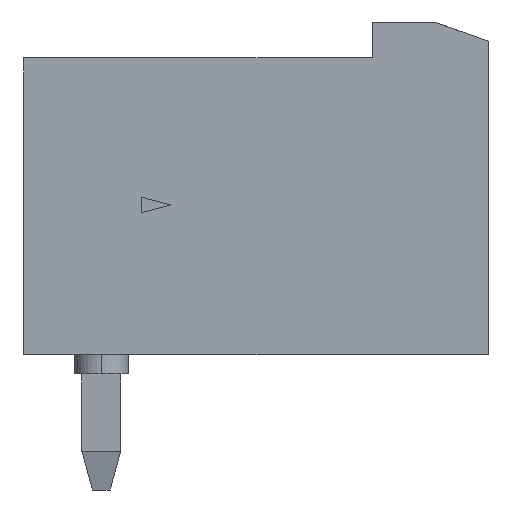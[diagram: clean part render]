
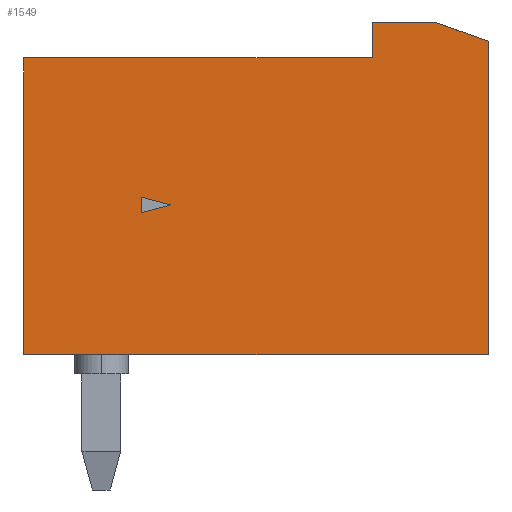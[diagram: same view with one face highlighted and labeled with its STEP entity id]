
A CAD part, left-side view. The second image highlights one B-rep face of the part: STEP entity #1549.
In plain terms, the highlighted planar face has unit normal (-1, 0, 0).
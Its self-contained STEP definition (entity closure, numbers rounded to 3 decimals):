
#1460=CARTESIAN_POINT('',(-11.16,2.6,-0.43));
#1461=DIRECTION('',(-1.0,0.0,0.0));
#1462=DIRECTION('',(0.0,-1.0,0.0));
#1463=AXIS2_PLACEMENT_3D('',#1460,#1461,#1462);
#1464=PLANE('',#1463);
#1465=CARTESIAN_POINT('',(-11.16,-10.,8.1));
#1466=VERTEX_POINT('',#1465);
#1467=CARTESIAN_POINT('',(-11.16,-10.,0.0));
#1468=VERTEX_POINT('',#1467);
#1469=CARTESIAN_POINT('',(-11.16,-10.,8.1));
#1470=DIRECTION('',(0.0,0.0,-1.0));
#1471=VECTOR('',#1470,8.1);
#1472=LINE('',#1469,#1471);
#1473=EDGE_CURVE('',#1466,#1468,#1472,.T.);
#1474=ORIENTED_EDGE('',*,*,#1473,.F.);
#1475=CARTESIAN_POINT('',(-11.16,-8.626,8.6));
#1476=VERTEX_POINT('',#1475);
#1477=CARTESIAN_POINT('',(-11.16,-8.626,8.6));
#1478=DIRECTION('',(0.0,-0.94,-0.342));
#1479=VECTOR('',#1478,1.462);
#1480=LINE('',#1477,#1479);
#1481=EDGE_CURVE('',#1476,#1466,#1480,.T.);
#1482=ORIENTED_EDGE('',*,*,#1481,.F.);
#1483=CARTESIAN_POINT('',(-11.16,-7.,8.6));
#1484=VERTEX_POINT('',#1483);
#1485=CARTESIAN_POINT('',(-11.16,-7.,8.6));
#1486=DIRECTION('',(0.0,-1.0,0.0));
#1487=VECTOR('',#1486,1.626);
#1488=LINE('',#1485,#1487);
#1489=EDGE_CURVE('',#1484,#1476,#1488,.T.);
#1490=ORIENTED_EDGE('',*,*,#1489,.F.);
#1491=CARTESIAN_POINT('',(-11.16,-7.,7.67));
#1492=VERTEX_POINT('',#1491);
#1493=CARTESIAN_POINT('',(-11.16,-7.,7.67));
#1494=DIRECTION('',(0.0,0.0,1.0));
#1495=VECTOR('',#1494,0.93);
#1496=LINE('',#1493,#1495);
#1497=EDGE_CURVE('',#1492,#1484,#1496,.T.);
#1498=ORIENTED_EDGE('',*,*,#1497,.F.);
#1499=CARTESIAN_POINT('',(-11.16,2.,7.67));
#1500=VERTEX_POINT('',#1499);
#1501=CARTESIAN_POINT('',(-11.16,2.,7.67));
#1502=DIRECTION('',(0.0,-1.0,0.0));
#1503=VECTOR('',#1502,9.0);
#1504=LINE('',#1501,#1503);
#1505=EDGE_CURVE('',#1500,#1492,#1504,.T.);
#1506=ORIENTED_EDGE('',*,*,#1505,.F.);
#1507=CARTESIAN_POINT('',(-11.16,2.,0.0));
#1508=VERTEX_POINT('',#1507);
#1509=CARTESIAN_POINT('',(-11.16,2.,7.67));
#1510=DIRECTION('',(0.0,0.0,-1.0));
#1511=VECTOR('',#1510,7.67);
#1512=LINE('',#1509,#1511);
#1513=EDGE_CURVE('',#1500,#1508,#1512,.T.);
#1514=ORIENTED_EDGE('',*,*,#1513,.T.);
#1515=CARTESIAN_POINT('',(-11.16,-10.,0.0));
#1516=DIRECTION('',(0.0,1.0,0.0));
#1517=VECTOR('',#1516,12.0);
#1518=LINE('',#1515,#1517);
#1519=EDGE_CURVE('',#1468,#1508,#1518,.T.);
#1520=ORIENTED_EDGE('',*,*,#1519,.F.);
#1521=EDGE_LOOP('',(#1474,#1482,#1490,#1498,#1506,#1514,#1520));
#1522=FACE_OUTER_BOUND('',#1521,.T.);
#1523=CARTESIAN_POINT('',(-11.16,-1.05,4.071));
#1524=VERTEX_POINT('',#1523);
#1525=CARTESIAN_POINT('',(-11.16,-1.8,3.87));
#1526=VERTEX_POINT('',#1525);
#1527=CARTESIAN_POINT('',(-11.16,-1.05,4.071));
#1528=DIRECTION('',(0.0,-0.966,-0.259));
#1529=VECTOR('',#1528,0.776);
#1530=LINE('',#1527,#1529);
#1531=EDGE_CURVE('',#1524,#1526,#1530,.T.);
#1532=ORIENTED_EDGE('',*,*,#1531,.T.);
#1533=CARTESIAN_POINT('',(-11.16,-1.05,3.669));
#1534=VERTEX_POINT('',#1533);
#1535=CARTESIAN_POINT('',(-11.16,-1.8,3.87));
#1536=DIRECTION('',(0.0,0.966,-0.259));
#1537=VECTOR('',#1536,0.776);
#1538=LINE('',#1535,#1537);
#1539=EDGE_CURVE('',#1526,#1534,#1538,.T.);
#1540=ORIENTED_EDGE('',*,*,#1539,.T.);
#1541=CARTESIAN_POINT('',(-11.16,-1.05,3.669));
#1542=DIRECTION('',(0.0,0.0,1.0));
#1543=VECTOR('',#1542,0.402);
#1544=LINE('',#1541,#1543);
#1545=EDGE_CURVE('',#1534,#1524,#1544,.T.);
#1546=ORIENTED_EDGE('',*,*,#1545,.T.);
#1547=EDGE_LOOP('',(#1532,#1540,#1546));
#1548=FACE_BOUND('',#1547,.T.);
#1549=ADVANCED_FACE('',(#1522,#1548),#1464,.T.);
